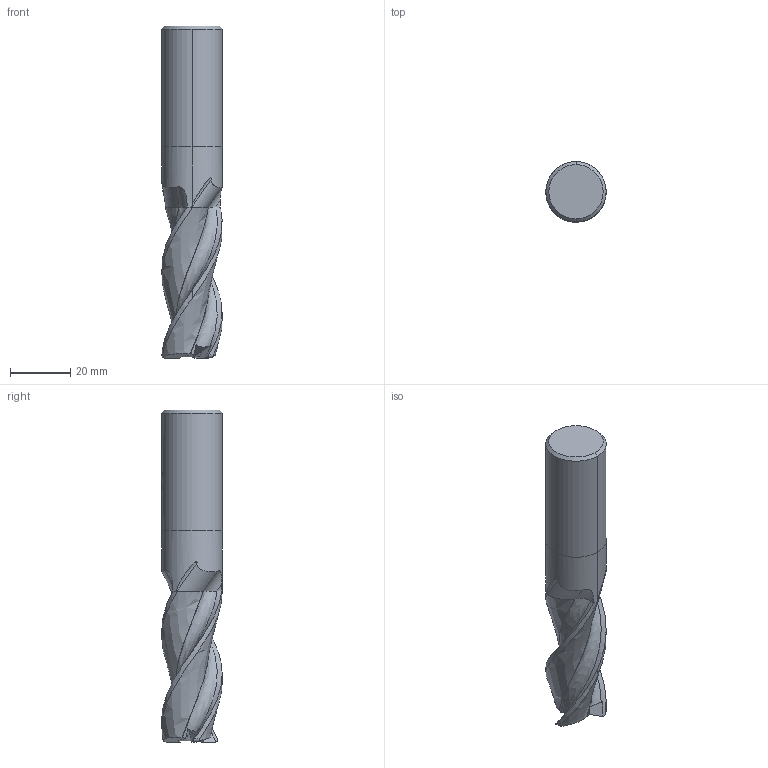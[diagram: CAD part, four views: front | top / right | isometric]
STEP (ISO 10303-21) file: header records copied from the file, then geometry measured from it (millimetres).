
FILE_DESCRIPTION(('no description'),'unknown implementation level');
FILE_NAME('solidgGHkcsSz4hvoJcWBREj8klZcWAw_1.STP',' ',('CIM GmbH Aachen'),('CADClick - KiM GmbH - www.kimweb.de'),'unknown preprocess','ACIS','unknown authorization');
FILE_SCHEMA(('automotive_design'));
Length unit declared in the file: millimetre
Products named in the file (2): 1; 2
Bounding box: 20 x 20 x 110 mm (x, y, z)
Volume: 26724.5 mm3; surface area: 10294.4 mm2
Topology: 2 solids, 2 shells, 90 faces, 262 edges, 176 vertices
Faces by surface type: plane 39, cylinder 15, revolution 12, bspline 12, cone 9, torus 3
Entity records: 11917 total; most frequent: CARTESIAN_POINT 6711, STYLED_ITEM 530, PRESENTATION_STYLE_ASSIGNMENT 530, COLOUR_RGB 530, ORIENTED_EDGE 524, DIRECTION 401, EDGE_CURVE 262, CURVE_STYLE 262
